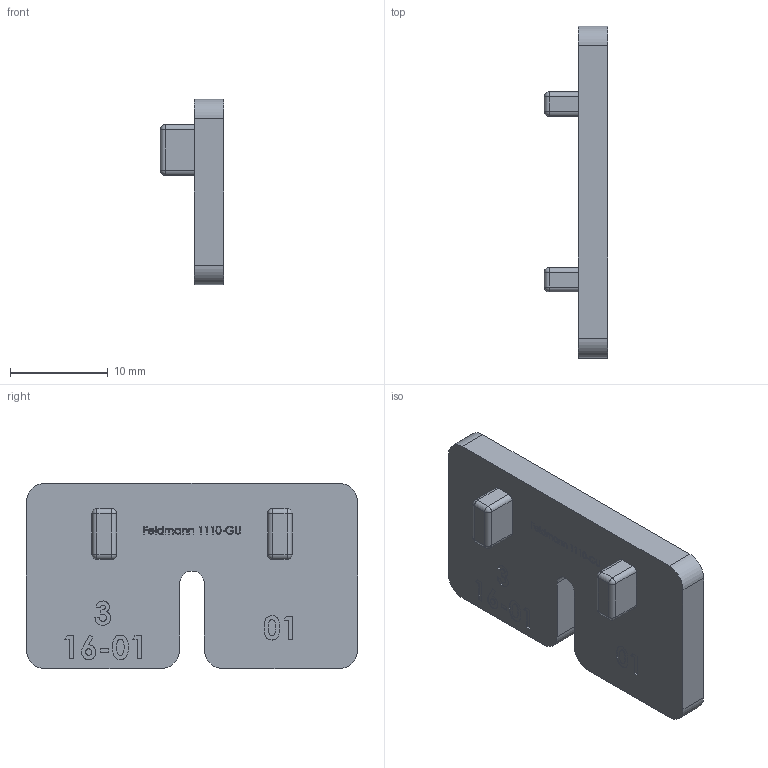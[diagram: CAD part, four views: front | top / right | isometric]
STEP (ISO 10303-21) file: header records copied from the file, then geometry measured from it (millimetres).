
FILE_DESCRIPTION (( 'STEP AP203' ), '1' );
FILE_NAME ('1110-GU.step', '2020-03-30T11:44:55', ( '' ), ( '' ), 'SwSTEP 2.0', 'SolidWorks 2015', '' );
FILE_SCHEMA (( 'CONFIG_CONTROL_DESIGN' ));
Length unit declared in the file: millimetre
Products named in the file (2): 1110-GU
Bounding box: 6.5 x 34 x 19 mm (x, y, z)
Volume: 1935.3 mm3; surface area: 1703.2 mm2
Topology: 1 solids, 1 shells, 367 faces, 968 edges, 632 vertices
Faces by surface type: plane 196, bspline 140, cylinder 23, sphere 8
Entity records: 19083 total; most frequent: CARTESIAN_POINT 10821, ORIENTED_EDGE 1920, DIRECTION 1184, EDGE_CURVE 960, LINE 634, VECTOR 634, VERTEX_POINT 632, EDGE_LOOP 404
